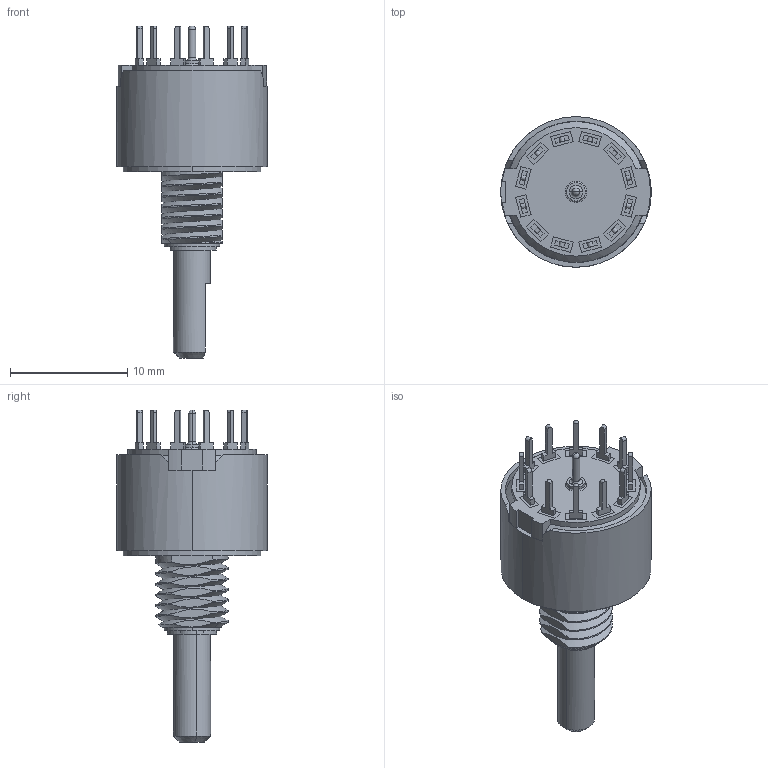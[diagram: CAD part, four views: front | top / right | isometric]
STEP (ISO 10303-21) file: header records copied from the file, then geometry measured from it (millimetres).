
FILE_DESCRIPTION((''),'2;1');
FILE_NAME('56SP30S-01-1-XXX-1111','2017-11-01T',('jjanota'),(''),'PRO/ENGINEER BY PARAMETRIC TECHNOLOGY CORPORATION, 2016100','PRO/ENGINEER BY PARAMETRIC TECHNOLOGY CORPORATION, 2016100','');
FILE_SCHEMA(('CONFIG_CONTROL_DESIGN'));
Length unit declared in the file: inch
Products named in the file (1): 56SP30S-01-1-XXX-1111
Bounding box: 12.83 x 12.83 x 28.3 mm (x, y, z)
Surface area: 1109.5 mm2 (no closed solid volume)
Topology: 0 solids, 20 shells, 217 faces, 691 edges, 504 vertices
Faces by surface type: plane 151, cylinder 49, bspline 6, cone 5, torus 4, sphere 2
Entity records: 9745 total; most frequent: CARTESIAN_POINT 3654, ORIENTED_EDGE 1193, DIRECTION 1169, EDGE_CURVE 689, VERTEX_POINT 504, VECTOR 477, LINE 477, AXIS2_PLACEMENT_3D 346
